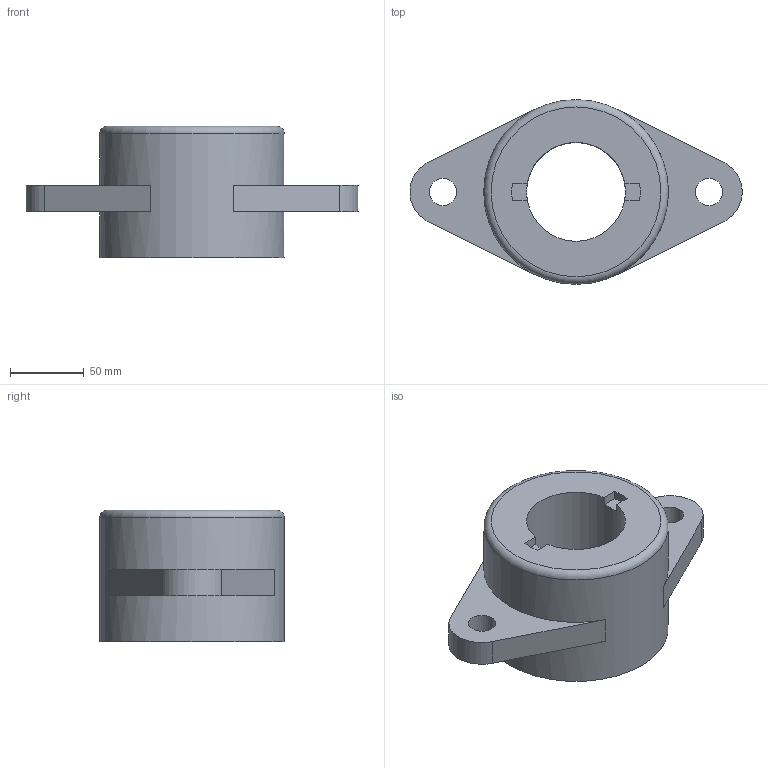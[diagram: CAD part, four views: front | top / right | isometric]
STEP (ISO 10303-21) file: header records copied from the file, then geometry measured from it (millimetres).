
FILE_DESCRIPTION(/* description */ (''),/* implementation_level */ '2;1');
FILE_NAME(/* name */ 'Gland v1.step',/* time_stamp */ '2022-07-14T19:10:56+05:30',/* author */ (''),/* organization */ (''),/* preprocessor_version */ 'ST-DEVELOPER v19',/* originating_system */ 'Autodesk Translation Framework v11.7.0.108',/* authorisation */ '');
FILE_SCHEMA (('AUTOMOTIVE_DESIGN { 1 0 10303 214 3 1 1 }'));
Length unit declared in the file: millimetre
Products named in the file (1): Gland
Bounding box: 224.84 x 125 x 89 mm (x, y, z)
Volume: 869605.3 mm3; surface area: 85716.7 mm2
Topology: 1 solids, 1 shells, 26 faces, 68 edges, 45 vertices
Faces by surface type: plane 16, cylinder 8, cone 1, torus 1
Full cylindrical faces by diameter (mm): 18.5 x2, 67 x1, 125 x1
Entity records: 859 total; most frequent: DIRECTION 152, CARTESIAN_POINT 140, ORIENTED_EDGE 136, EDGE_CURVE 68, AXIS2_PLACEMENT_3D 57, VERTEX_POINT 45, LINE 38, VECTOR 38
